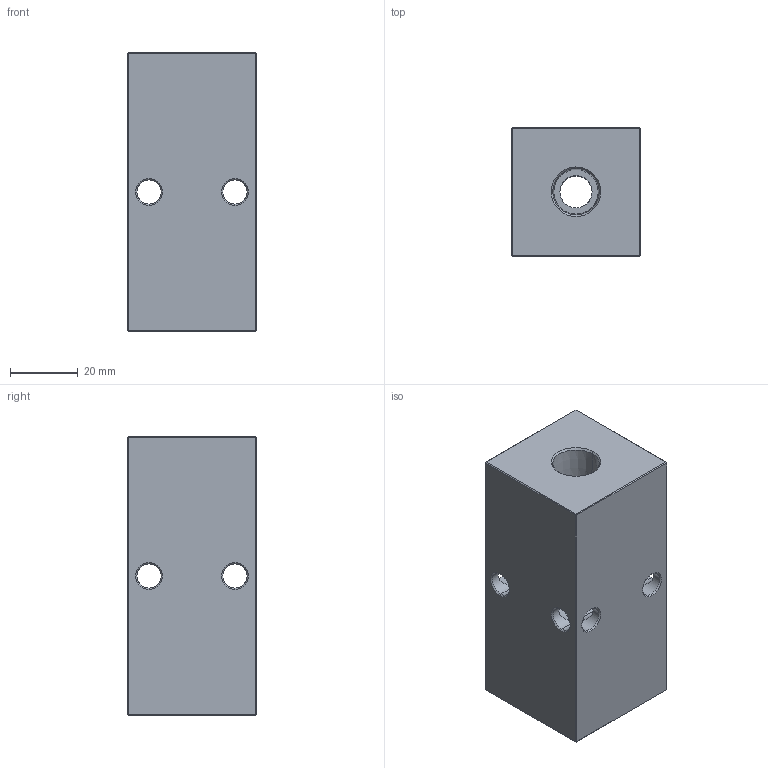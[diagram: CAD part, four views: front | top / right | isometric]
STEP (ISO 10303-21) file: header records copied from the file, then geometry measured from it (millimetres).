
FILE_DESCRIPTION (( 'STEP AP203' ), '1' );
FILE_NAME ('HM-2-90-P-4-2.STEP', '2020-10-29T19:28:01', ( '' ), ( '' ), 'SwSTEP 2.0', 'SolidWorks 2019', '' );
FILE_SCHEMA (( 'CONFIG_CONTROL_DESIGN' ));
Length unit declared in the file: inch
Products named in the file (1): HM-2-90-P-4-2
Bounding box: 38.1 x 38.1 x 82.55 mm (x, y, z)
Volume: 103410.6 mm3; surface area: 21485.6 mm2
Topology: 1 solids, 1 shells, 498 faces, 1299 edges, 842 vertices
Faces by surface type: plane 252, bspline 180, cylinder 34, cone 32
Entity records: 24150 total; most frequent: CARTESIAN_POINT 13126, ORIENTED_EDGE 2598, DIRECTION 1603, EDGE_CURVE 1299, VERTEX_POINT 842, LINE 821, VECTOR 821, EDGE_LOOP 563
